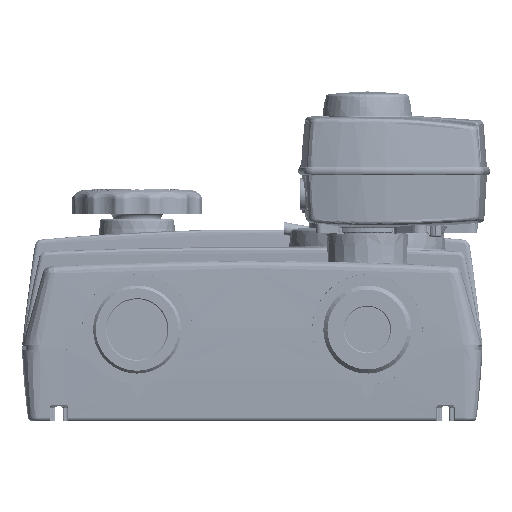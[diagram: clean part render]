
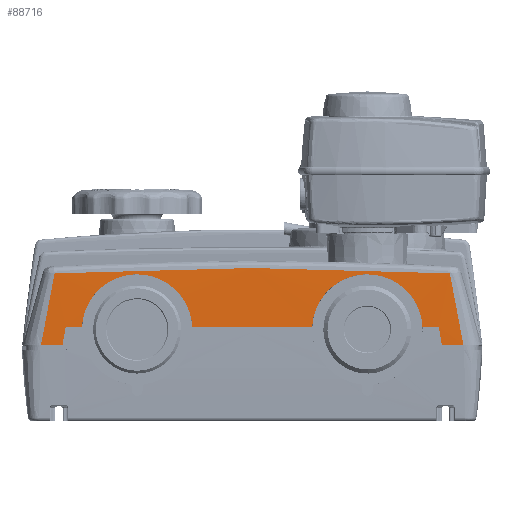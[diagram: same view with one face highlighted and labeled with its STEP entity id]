
A CAD part, front view. The second image highlights one B-rep face of the part: STEP entity #88716.
In plain terms, the highlighted cylindrical face has radius 1200 mm (diameter 2400 mm), a partial arc.
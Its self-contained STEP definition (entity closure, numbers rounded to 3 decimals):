
#88646=AXIS2_PLACEMENT_3D('Cylinder Axis2P3D',#88643,#88644,#88645) ;
#41316=CARTESIAN_POINT('Vertex',(29.962,-341.935,1.5)) ;
#41320=CARTESIAN_POINT('Control Point',(-29.962,-341.935,1.5)) ;
#41321=CARTESIAN_POINT('Control Point',(-29.727,-341.886,6.207)) ;
#41322=CARTESIAN_POINT('Control Point',(-28.567,-341.815,10.868)) ;
#41323=CARTESIAN_POINT('Control Point',(-26.494,-341.723,15.24)) ;
#41324=CARTESIAN_POINT('Control Point',(-20.563,-341.525,23.178)) ;
#41325=CARTESIAN_POINT('Control Point',(-11.99,-341.363,28.196)) ;
#41326=CARTESIAN_POINT('Control Point',(-7.085,-341.306,29.809)) ;
#41327=CARTESIAN_POINT('Control Point',(3.099,-341.269,30.892)) ;
#41328=CARTESIAN_POINT('Control Point',(12.864,-341.374,27.808)) ;
#41329=CARTESIAN_POINT('Control Point',(17.351,-341.459,25.253)) ;
#41330=CARTESIAN_POINT('Control Point',(23.843,-341.627,19.45)) ;
#41331=CARTESIAN_POINT('Control Point',(27.899,-341.789,11.849)) ;
#41332=CARTESIAN_POINT('Control Point',(29.097,-341.85,8.492)) ;
#41333=CARTESIAN_POINT('Control Point',(29.787,-341.899,5.009)) ;
#41334=CARTESIAN_POINT('Control Point',(29.962,-341.935,1.5)) ;
#41335=CARTESIAN_POINT('Vertex',(-29.962,-341.935,1.5)) ;
#88487=CARTESIAN_POINT('Vertex',(-163.759,-341.935,1.5)) ;
#88494=CARTESIAN_POINT('Vertex',(-154.962,-341.935,1.5)) ;
#88497=CARTESIAN_POINT('Line Origine',(-159.361,-341.935,1.5)) ;
#88522=CARTESIAN_POINT('Control Point',(-163.759,-341.935,1.5)) ;
#88523=CARTESIAN_POINT('Control Point',(-164.102,-341.956,-0.45)) ;
#88524=CARTESIAN_POINT('Control Point',(-164.446,-341.972,-2.4)) ;
#88525=CARTESIAN_POINT('Control Point',(-164.79,-341.985,-4.35)) ;
#88526=CARTESIAN_POINT('Control Point',(-165.134,-341.993,-6.3)) ;
#88527=CARTESIAN_POINT('Control Point',(-165.478,-341.997,-8.25)) ;
#88528=CARTESIAN_POINT('Vertex',(-165.478,-341.997,-8.25)) ;
#88559=CARTESIAN_POINT('Vertex',(40.478,-341.997,-8.25)) ;
#88563=CARTESIAN_POINT('Control Point',(38.759,-341.935,1.5)) ;
#88564=CARTESIAN_POINT('Control Point',(39.102,-341.956,-0.45)) ;
#88565=CARTESIAN_POINT('Control Point',(39.446,-341.972,-2.4)) ;
#88566=CARTESIAN_POINT('Control Point',(39.79,-341.985,-4.35)) ;
#88567=CARTESIAN_POINT('Control Point',(40.134,-341.993,-6.3)) ;
#88568=CARTESIAN_POINT('Control Point',(40.478,-341.997,-8.25)) ;
#88569=CARTESIAN_POINT('Vertex',(38.759,-341.935,1.5)) ;
#88591=CARTESIAN_POINT('Line Origine',(34.361,-341.935,1.5)) ;
#88617=CARTESIAN_POINT('Line Origine',(-62.5,-341.935,1.5)) ;
#88621=CARTESIAN_POINT('Vertex',(-95.038,-341.935,1.5)) ;
#88643=CARTESIAN_POINT('Axis2P3D Location',(-62.5,857.999,-11.015)) ;
#88649=CARTESIAN_POINT('Control Point',(-177.14,-341.997,-8.25)) ;
#88650=CARTESIAN_POINT('Control Point',(-174.921,-341.968,4.703)) ;
#88651=CARTESIAN_POINT('Control Point',(-172.479,-341.728,17.627)) ;
#88652=CARTESIAN_POINT('Control Point',(-169.814,-341.282,30.501)) ;
#88653=CARTESIAN_POINT('Vertex',(-169.814,-341.282,30.501)) ;
#88655=CARTESIAN_POINT('Vertex',(-177.14,-341.997,-8.25)) ;
#88658=CARTESIAN_POINT('Line Origine',(-62.5,-341.997,-8.25)) ;
#88664=CARTESIAN_POINT('Control Point',(-154.962,-341.935,1.5)) ;
#88665=CARTESIAN_POINT('Control Point',(-154.727,-341.886,6.207)) ;
#88666=CARTESIAN_POINT('Control Point',(-153.567,-341.815,10.868)) ;
#88667=CARTESIAN_POINT('Control Point',(-151.494,-341.723,15.24)) ;
#88668=CARTESIAN_POINT('Control Point',(-145.563,-341.525,23.178)) ;
#88669=CARTESIAN_POINT('Control Point',(-136.99,-341.363,28.196)) ;
#88670=CARTESIAN_POINT('Control Point',(-132.085,-341.306,29.809)) ;
#88671=CARTESIAN_POINT('Control Point',(-121.901,-341.269,30.892)) ;
#88672=CARTESIAN_POINT('Control Point',(-112.136,-341.374,27.808)) ;
#88673=CARTESIAN_POINT('Control Point',(-107.649,-341.459,25.253)) ;
#88674=CARTESIAN_POINT('Control Point',(-101.157,-341.627,19.45)) ;
#88675=CARTESIAN_POINT('Control Point',(-97.101,-341.789,11.849)) ;
#88676=CARTESIAN_POINT('Control Point',(-95.903,-341.85,8.492)) ;
#88677=CARTESIAN_POINT('Control Point',(-95.213,-341.899,5.009)) ;
#88678=CARTESIAN_POINT('Control Point',(-95.038,-341.935,1.5)) ;
#88680=CARTESIAN_POINT('Line Origine',(-62.5,-341.997,-8.25)) ;
#88684=CARTESIAN_POINT('Vertex',(52.14,-341.997,-8.25)) ;
#88688=CARTESIAN_POINT('Control Point',(52.14,-341.997,-8.25)) ;
#88689=CARTESIAN_POINT('Control Point',(49.921,-341.968,4.703)) ;
#88690=CARTESIAN_POINT('Control Point',(47.479,-341.728,17.627)) ;
#88691=CARTESIAN_POINT('Control Point',(44.814,-341.282,30.501)) ;
#88692=CARTESIAN_POINT('Vertex',(44.814,-341.282,30.501)) ;
#88696=CARTESIAN_POINT('Control Point',(44.814,-341.282,30.501)) ;
#88697=CARTESIAN_POINT('Control Point',(-8.791,-341.182,33.397)) ;
#88698=CARTESIAN_POINT('Control Point',(-62.5,-341.139,34.365)) ;
#88699=CARTESIAN_POINT('Control Point',(-116.209,-341.182,33.397)) ;
#88700=CARTESIAN_POINT('Control Point',(-169.814,-341.282,30.501)) ;
#88498=DIRECTION('Vector Direction',(1.,0.,0.)) ;
#88592=DIRECTION('Vector Direction',(1.,0.,0.)) ;
#88618=DIRECTION('Vector Direction',(1.,0.,0.)) ;
#88644=DIRECTION('Axis2P3D Direction',(-1.,0.,0.)) ;
#88645=DIRECTION('Axis2P3D XDirection',(0.,-1.,0.001)) ;
#88659=DIRECTION('Vector Direction',(-1.,0.,0.)) ;
#88681=DIRECTION('Vector Direction',(-1.,0.,0.)) ;
#88499=VECTOR('Line Direction',#88498,1.) ;
#88593=VECTOR('Line Direction',#88592,1.) ;
#88619=VECTOR('Line Direction',#88618,1.) ;
#88660=VECTOR('Line Direction',#88659,1.) ;
#88682=VECTOR('Line Direction',#88681,1.) ;
#88703=ORIENTED_EDGE('',*,*,#88657,.T.) ;
#88704=ORIENTED_EDGE('',*,*,#88662,.T.) ;
#88705=ORIENTED_EDGE('',*,*,#88530,.F.) ;
#88706=ORIENTED_EDGE('',*,*,#88501,.T.) ;
#88707=ORIENTED_EDGE('',*,*,#88679,.T.) ;
#88708=ORIENTED_EDGE('',*,*,#88623,.T.) ;
#88709=ORIENTED_EDGE('',*,*,#41337,.T.) ;
#88710=ORIENTED_EDGE('',*,*,#88595,.T.) ;
#88711=ORIENTED_EDGE('',*,*,#88571,.T.) ;
#88712=ORIENTED_EDGE('',*,*,#88686,.F.) ;
#88713=ORIENTED_EDGE('',*,*,#88694,.F.) ;
#88714=ORIENTED_EDGE('',*,*,#88701,.F.) ;
#88716=ADVANCED_FACE('PartBody',(#88715),#88647,.T.) ;
#41319=B_SPLINE_CURVE_WITH_KNOTS('',5,(#41320,#41321,#41322,#41323,#41324,#41325,#41326,#41327,#41328,#41329,#41330,#41331,#41332,#41333,#41334),.UNSPECIFIED.,.F.,.U.,(6,3,3,3,6),(2.122,35.451,70.891,106.333,131.178),.UNSPECIFIED.) ;
#88521=B_SPLINE_CURVE_WITH_KNOTS('',5,(#88522,#88523,#88524,#88525,#88526,#88527),.UNSPECIFIED.,.F.,.U.,(6,6),(0.,14.002),.UNSPECIFIED.) ;
#88562=B_SPLINE_CURVE_WITH_KNOTS('',5,(#88563,#88564,#88565,#88566,#88567,#88568),.UNSPECIFIED.,.F.,.U.,(6,6),(0.,14.002),.UNSPECIFIED.) ;
#88648=B_SPLINE_CURVE_WITH_KNOTS('',3,(#88649,#88650,#88651,#88652),.UNSPECIFIED.,.F.,.U.,(4,4),(22.993,91.379),.UNSPECIFIED.) ;
#88663=B_SPLINE_CURVE_WITH_KNOTS('',5,(#88664,#88665,#88666,#88667,#88668,#88669,#88670,#88671,#88672,#88673,#88674,#88675,#88676,#88677,#88678),.UNSPECIFIED.,.F.,.U.,(6,3,3,3,6),(2.122,35.451,70.891,106.333,131.178),.UNSPECIFIED.) ;
#88687=B_SPLINE_CURVE_WITH_KNOTS('',3,(#88688,#88689,#88690,#88691),.UNSPECIFIED.,.F.,.U.,(4,4),(22.993,91.379),.UNSPECIFIED.) ;
#88695=B_SPLINE_CURVE_WITH_KNOTS('',4,(#88696,#88697,#88698,#88699,#88700),.UNSPECIFIED.,.F.,.U.,(5,5),(75.459,379.441),.UNSPECIFIED.) ;
#88647=CYLINDRICAL_SURFACE('generated cylinder',#88646,1200.) ;
#41337=EDGE_CURVE('',#41336,#41317,#41319,.T.) ;
#88501=EDGE_CURVE('',#88488,#88495,#88500,.T.) ;
#88530=EDGE_CURVE('',#88488,#88529,#88521,.T.) ;
#88571=EDGE_CURVE('',#88570,#88560,#88562,.T.) ;
#88595=EDGE_CURVE('',#41317,#88570,#88594,.T.) ;
#88623=EDGE_CURVE('',#88622,#41336,#88620,.T.) ;
#88657=EDGE_CURVE('',#88654,#88656,#88648,.F.) ;
#88662=EDGE_CURVE('',#88656,#88529,#88661,.F.) ;
#88679=EDGE_CURVE('',#88495,#88622,#88663,.T.) ;
#88686=EDGE_CURVE('',#88685,#88560,#88683,.T.) ;
#88694=EDGE_CURVE('',#88693,#88685,#88687,.F.) ;
#88701=EDGE_CURVE('',#88654,#88693,#88695,.F.) ;
#88702=EDGE_LOOP('',(#88703,#88704,#88705,#88706,#88707,#88708,#88709,#88710,#88711,#88712,#88713,#88714)) ;
#88715=FACE_OUTER_BOUND('',#88702,.T.) ;
#88500=LINE('Line',#88497,#88499) ;
#88594=LINE('Line',#88591,#88593) ;
#88620=LINE('Line',#88617,#88619) ;
#88661=LINE('Line',#88658,#88660) ;
#88683=LINE('Line',#88680,#88682) ;
#41317=VERTEX_POINT('',#41316) ;
#41336=VERTEX_POINT('',#41335) ;
#88488=VERTEX_POINT('',#88487) ;
#88495=VERTEX_POINT('',#88494) ;
#88529=VERTEX_POINT('',#88528) ;
#88560=VERTEX_POINT('',#88559) ;
#88570=VERTEX_POINT('',#88569) ;
#88622=VERTEX_POINT('',#88621) ;
#88654=VERTEX_POINT('',#88653) ;
#88656=VERTEX_POINT('',#88655) ;
#88685=VERTEX_POINT('',#88684) ;
#88693=VERTEX_POINT('',#88692) ;
